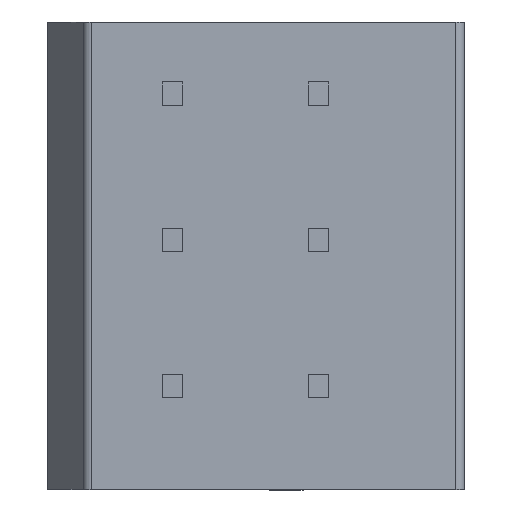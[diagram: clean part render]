
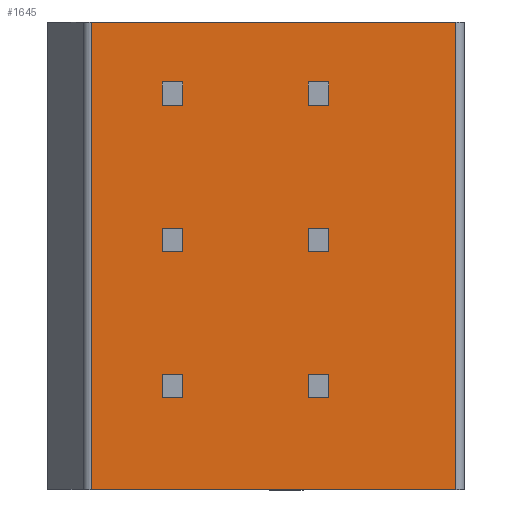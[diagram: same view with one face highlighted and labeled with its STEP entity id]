
A CAD part, top view. The second image highlights one B-rep face of the part: STEP entity #1645.
In plain terms, the highlighted planar face has unit normal (0, 0, 1).
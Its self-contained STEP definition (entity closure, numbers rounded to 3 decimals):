
#24=DIRECTION('',(1.,0.,0.));
#25=VECTOR('',#24,12.463);
#26=CARTESIAN_POINT('',(-5.613,12.46,6.5));
#27=LINE('',#26,#25);
#175=DIRECTION('',(0.,-1.,0.));
#176=VECTOR('',#175,16.);
#177=CARTESIAN_POINT('',(-5.613,12.46,6.5));
#178=LINE('',#177,#176);
#179=DIRECTION('',(0.,-1.,0.));
#180=VECTOR('',#179,16.);
#181=CARTESIAN_POINT('',(6.85,12.46,6.5));
#182=LINE('',#181,#180);
#183=DIRECTION('',(1.,0.,0.));
#184=VECTOR('',#183,0.7);
#185=CARTESIAN_POINT('',(1.8,-0.4,6.5));
#186=LINE('',#185,#184);
#187=DIRECTION('',(0.,1.,0.));
#188=VECTOR('',#187,0.8);
#189=CARTESIAN_POINT('',(2.5,-0.4,6.5));
#190=LINE('',#189,#188);
#191=DIRECTION('',(-1.,0.,0.));
#192=VECTOR('',#191,0.7);
#193=CARTESIAN_POINT('',(2.5,0.4,6.5));
#194=LINE('',#193,#192);
#195=DIRECTION('',(0.,-1.,0.));
#196=VECTOR('',#195,0.8);
#197=CARTESIAN_POINT('',(1.8,0.4,6.5));
#198=LINE('',#197,#196);
#199=DIRECTION('',(0.,1.,0.));
#200=VECTOR('',#199,0.8);
#201=CARTESIAN_POINT('',(-2.5,-0.4,6.5));
#202=LINE('',#201,#200);
#203=DIRECTION('',(-1.,0.,0.));
#204=VECTOR('',#203,0.7);
#205=CARTESIAN_POINT('',(-2.5,0.4,6.5));
#206=LINE('',#205,#204);
#207=DIRECTION('',(0.,-1.,0.));
#208=VECTOR('',#207,0.8);
#209=CARTESIAN_POINT('',(-3.2,0.4,6.5));
#210=LINE('',#209,#208);
#211=DIRECTION('',(1.,0.,0.));
#212=VECTOR('',#211,0.7);
#213=CARTESIAN_POINT('',(-3.2,-0.4,6.5));
#214=LINE('',#213,#212);
#215=DIRECTION('',(1.,0.,0.));
#216=VECTOR('',#215,0.7);
#217=CARTESIAN_POINT('',(1.8,4.6,6.5));
#218=LINE('',#217,#216);
#219=DIRECTION('',(0.,1.,0.));
#220=VECTOR('',#219,0.8);
#221=CARTESIAN_POINT('',(2.5,4.6,6.5));
#222=LINE('',#221,#220);
#223=DIRECTION('',(-1.,0.,0.));
#224=VECTOR('',#223,0.7);
#225=CARTESIAN_POINT('',(2.5,5.4,6.5));
#226=LINE('',#225,#224);
#227=DIRECTION('',(0.,-1.,0.));
#228=VECTOR('',#227,0.8);
#229=CARTESIAN_POINT('',(1.8,5.4,6.5));
#230=LINE('',#229,#228);
#231=DIRECTION('',(0.,1.,0.));
#232=VECTOR('',#231,0.8);
#233=CARTESIAN_POINT('',(-2.5,4.6,6.5));
#234=LINE('',#233,#232);
#235=DIRECTION('',(-1.,0.,0.));
#236=VECTOR('',#235,0.7);
#237=CARTESIAN_POINT('',(-2.5,5.4,6.5));
#238=LINE('',#237,#236);
#239=DIRECTION('',(0.,-1.,0.));
#240=VECTOR('',#239,0.8);
#241=CARTESIAN_POINT('',(-3.2,5.4,6.5));
#242=LINE('',#241,#240);
#243=DIRECTION('',(1.,0.,0.));
#244=VECTOR('',#243,0.7);
#245=CARTESIAN_POINT('',(-3.2,4.6,6.5));
#246=LINE('',#245,#244);
#247=DIRECTION('',(1.,0.,0.));
#248=VECTOR('',#247,0.7);
#249=CARTESIAN_POINT('',(1.8,9.6,6.5));
#250=LINE('',#249,#248);
#251=DIRECTION('',(0.,1.,0.));
#252=VECTOR('',#251,0.8);
#253=CARTESIAN_POINT('',(2.5,9.6,6.5));
#254=LINE('',#253,#252);
#255=DIRECTION('',(-1.,0.,0.));
#256=VECTOR('',#255,0.7);
#257=CARTESIAN_POINT('',(2.5,10.4,6.5));
#258=LINE('',#257,#256);
#259=DIRECTION('',(0.,-1.,0.));
#260=VECTOR('',#259,0.8);
#261=CARTESIAN_POINT('',(1.8,10.4,6.5));
#262=LINE('',#261,#260);
#263=DIRECTION('',(0.,1.,0.));
#264=VECTOR('',#263,0.8);
#265=CARTESIAN_POINT('',(-2.5,9.6,6.5));
#266=LINE('',#265,#264);
#267=DIRECTION('',(-1.,0.,0.));
#268=VECTOR('',#267,0.7);
#269=CARTESIAN_POINT('',(-2.5,10.4,6.5));
#270=LINE('',#269,#268);
#271=DIRECTION('',(0.,-1.,0.));
#272=VECTOR('',#271,0.8);
#273=CARTESIAN_POINT('',(-3.2,10.4,6.5));
#274=LINE('',#273,#272);
#275=DIRECTION('',(1.,0.,0.));
#276=VECTOR('',#275,0.7);
#277=CARTESIAN_POINT('',(-3.2,9.6,6.5));
#278=LINE('',#277,#276);
#375=DIRECTION('',(-1.,0.,0.));
#376=VECTOR('',#375,12.463);
#377=CARTESIAN_POINT('',(6.85,-3.54,6.5));
#378=LINE('',#377,#376);
#1061=CARTESIAN_POINT('',(6.85,12.46,6.5));
#1063=VERTEX_POINT('',#1061);
#1066=CARTESIAN_POINT('',(-5.613,12.46,6.5));
#1068=VERTEX_POINT('',#1066);
#1079=CARTESIAN_POINT('',(6.85,-3.54,6.5));
#1080=VERTEX_POINT('',#1079);
#1081=CARTESIAN_POINT('',(-5.613,-3.54,6.5));
#1082=VERTEX_POINT('',#1081);
#1173=CARTESIAN_POINT('',(1.8,-0.4,6.5));
#1174=CARTESIAN_POINT('',(2.5,-0.4,6.5));
#1175=VERTEX_POINT('',#1173);
#1176=VERTEX_POINT('',#1174);
#1177=CARTESIAN_POINT('',(2.5,0.4,6.5));
#1178=VERTEX_POINT('',#1177);
#1179=CARTESIAN_POINT('',(1.8,0.4,6.5));
#1180=VERTEX_POINT('',#1179);
#1181=CARTESIAN_POINT('',(-2.5,-0.4,6.5));
#1182=CARTESIAN_POINT('',(-2.5,0.4,6.5));
#1183=VERTEX_POINT('',#1181);
#1184=VERTEX_POINT('',#1182);
#1185=CARTESIAN_POINT('',(-3.2,0.4,6.5));
#1186=VERTEX_POINT('',#1185);
#1187=CARTESIAN_POINT('',(-3.2,-0.4,6.5));
#1188=VERTEX_POINT('',#1187);
#1333=CARTESIAN_POINT('',(1.8,4.6,6.5));
#1334=CARTESIAN_POINT('',(2.5,4.6,6.5));
#1335=VERTEX_POINT('',#1333);
#1336=VERTEX_POINT('',#1334);
#1337=CARTESIAN_POINT('',(2.5,5.4,6.5));
#1338=VERTEX_POINT('',#1337);
#1339=CARTESIAN_POINT('',(1.8,5.4,6.5));
#1340=VERTEX_POINT('',#1339);
#1341=CARTESIAN_POINT('',(-2.5,4.6,6.5));
#1342=CARTESIAN_POINT('',(-2.5,5.4,6.5));
#1343=VERTEX_POINT('',#1341);
#1344=VERTEX_POINT('',#1342);
#1345=CARTESIAN_POINT('',(-3.2,5.4,6.5));
#1346=VERTEX_POINT('',#1345);
#1347=CARTESIAN_POINT('',(-3.2,4.6,6.5));
#1348=VERTEX_POINT('',#1347);
#1365=CARTESIAN_POINT('',(1.8,9.6,6.5));
#1366=CARTESIAN_POINT('',(2.5,9.6,6.5));
#1367=VERTEX_POINT('',#1365);
#1368=VERTEX_POINT('',#1366);
#1369=CARTESIAN_POINT('',(2.5,10.4,6.5));
#1370=VERTEX_POINT('',#1369);
#1371=CARTESIAN_POINT('',(1.8,10.4,6.5));
#1372=VERTEX_POINT('',#1371);
#1373=CARTESIAN_POINT('',(-2.5,9.6,6.5));
#1374=CARTESIAN_POINT('',(-2.5,10.4,6.5));
#1375=VERTEX_POINT('',#1373);
#1376=VERTEX_POINT('',#1374);
#1377=CARTESIAN_POINT('',(-3.2,10.4,6.5));
#1378=VERTEX_POINT('',#1377);
#1379=CARTESIAN_POINT('',(-3.2,9.6,6.5));
#1380=VERTEX_POINT('',#1379);
#1572=CARTESIAN_POINT('',(-5.85,-2.54,6.5));
#1573=DIRECTION('',(0.,0.,1.));
#1574=DIRECTION('',(1.,0.,0.));
#1575=AXIS2_PLACEMENT_3D('',#1572,#1573,#1574);
#1576=PLANE('',#1575);
#1578=ORIENTED_EDGE('',*,*,#1577,.T.);
#1580=ORIENTED_EDGE('',*,*,#1579,.T.);
#1581=ORIENTED_EDGE('',*,*,#1563,.F.);
#1582=ORIENTED_EDGE('',*,*,#1396,.T.);
#1583=EDGE_LOOP('',(#1578,#1580,#1581,#1582));
#1584=FACE_OUTER_BOUND('',#1583,.F.);
#1586=ORIENTED_EDGE('',*,*,#1585,.T.);
#1588=ORIENTED_EDGE('',*,*,#1587,.T.);
#1590=ORIENTED_EDGE('',*,*,#1589,.T.);
#1592=ORIENTED_EDGE('',*,*,#1591,.T.);
#1593=EDGE_LOOP('',(#1586,#1588,#1590,#1592));
#1594=FACE_BOUND('',#1593,.F.);
#1596=ORIENTED_EDGE('',*,*,#1595,.T.);
#1598=ORIENTED_EDGE('',*,*,#1597,.T.);
#1600=ORIENTED_EDGE('',*,*,#1599,.T.);
#1602=ORIENTED_EDGE('',*,*,#1601,.T.);
#1603=EDGE_LOOP('',(#1596,#1598,#1600,#1602));
#1604=FACE_BOUND('',#1603,.F.);
#1606=ORIENTED_EDGE('',*,*,#1605,.T.);
#1608=ORIENTED_EDGE('',*,*,#1607,.T.);
#1610=ORIENTED_EDGE('',*,*,#1609,.T.);
#1612=ORIENTED_EDGE('',*,*,#1611,.T.);
#1613=EDGE_LOOP('',(#1606,#1608,#1610,#1612));
#1614=FACE_BOUND('',#1613,.F.);
#1616=ORIENTED_EDGE('',*,*,#1615,.T.);
#1618=ORIENTED_EDGE('',*,*,#1617,.T.);
#1620=ORIENTED_EDGE('',*,*,#1619,.T.);
#1622=ORIENTED_EDGE('',*,*,#1621,.T.);
#1623=EDGE_LOOP('',(#1616,#1618,#1620,#1622));
#1624=FACE_BOUND('',#1623,.F.);
#1626=ORIENTED_EDGE('',*,*,#1625,.T.);
#1628=ORIENTED_EDGE('',*,*,#1627,.T.);
#1630=ORIENTED_EDGE('',*,*,#1629,.T.);
#1632=ORIENTED_EDGE('',*,*,#1631,.T.);
#1633=EDGE_LOOP('',(#1626,#1628,#1630,#1632));
#1634=FACE_BOUND('',#1633,.F.);
#1636=ORIENTED_EDGE('',*,*,#1635,.T.);
#1638=ORIENTED_EDGE('',*,*,#1637,.T.);
#1640=ORIENTED_EDGE('',*,*,#1639,.T.);
#1642=ORIENTED_EDGE('',*,*,#1641,.T.);
#1643=EDGE_LOOP('',(#1636,#1638,#1640,#1642));
#1644=FACE_BOUND('',#1643,.F.);
#1645=ADVANCED_FACE('',(#1584,#1594,#1604,#1614,#1624,#1634,#1644),#1576,.T.);
#1396=EDGE_CURVE('',#1068,#1063,#27,.T.);
#1563=EDGE_CURVE('',#1068,#1082,#178,.T.);
#1577=EDGE_CURVE('',#1063,#1080,#182,.T.);
#1579=EDGE_CURVE('',#1080,#1082,#378,.T.);
#1585=EDGE_CURVE('',#1175,#1176,#186,.T.);
#1587=EDGE_CURVE('',#1176,#1178,#190,.T.);
#1589=EDGE_CURVE('',#1178,#1180,#194,.T.);
#1591=EDGE_CURVE('',#1180,#1175,#198,.T.);
#1595=EDGE_CURVE('',#1183,#1184,#202,.T.);
#1597=EDGE_CURVE('',#1184,#1186,#206,.T.);
#1599=EDGE_CURVE('',#1186,#1188,#210,.T.);
#1601=EDGE_CURVE('',#1188,#1183,#214,.T.);
#1605=EDGE_CURVE('',#1335,#1336,#218,.T.);
#1607=EDGE_CURVE('',#1336,#1338,#222,.T.);
#1609=EDGE_CURVE('',#1338,#1340,#226,.T.);
#1611=EDGE_CURVE('',#1340,#1335,#230,.T.);
#1615=EDGE_CURVE('',#1343,#1344,#234,.T.);
#1617=EDGE_CURVE('',#1344,#1346,#238,.T.);
#1619=EDGE_CURVE('',#1346,#1348,#242,.T.);
#1621=EDGE_CURVE('',#1348,#1343,#246,.T.);
#1625=EDGE_CURVE('',#1367,#1368,#250,.T.);
#1627=EDGE_CURVE('',#1368,#1370,#254,.T.);
#1629=EDGE_CURVE('',#1370,#1372,#258,.T.);
#1631=EDGE_CURVE('',#1372,#1367,#262,.T.);
#1635=EDGE_CURVE('',#1375,#1376,#266,.T.);
#1637=EDGE_CURVE('',#1376,#1378,#270,.T.);
#1639=EDGE_CURVE('',#1378,#1380,#274,.T.);
#1641=EDGE_CURVE('',#1380,#1375,#278,.T.);
